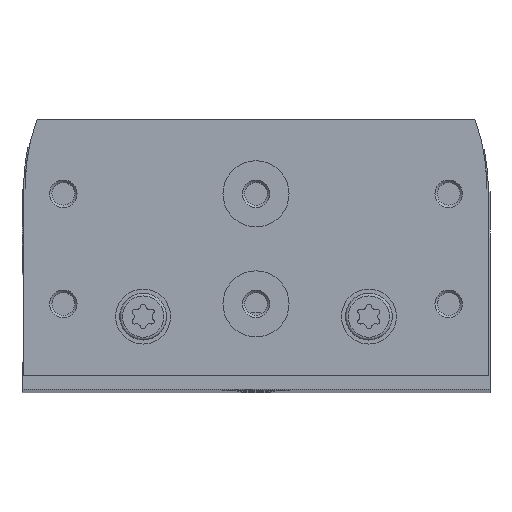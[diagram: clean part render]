
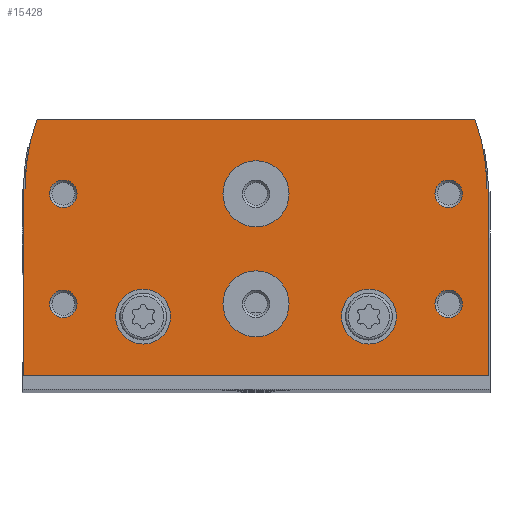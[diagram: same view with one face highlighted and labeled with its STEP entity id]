
A CAD part, top view. The second image highlights one B-rep face of the part: STEP entity #15428.
In plain terms, the highlighted planar face has unit normal (0, 0, 1).
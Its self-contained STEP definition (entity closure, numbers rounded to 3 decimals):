
#559=LINE('',#24171,#1435);
#564=LINE('',#24181,#1440);
#571=LINE('',#24198,#1447);
#577=LINE('',#24210,#1453);
#585=LINE('',#24231,#1461);
#586=LINE('',#24295,#1462);
#1435=VECTOR('',#19540,1000.);
#1440=VECTOR('',#19547,1000.);
#1447=VECTOR('',#19562,1000.);
#1453=VECTOR('',#19572,1000.);
#1461=VECTOR('',#19594,1000.);
#1462=VECTOR('',#19659,1000.);
#2029=PLANE('',#16670);
#3664=ORIENTED_EDGE('',*,*,#6812,.F.);
#3665=ORIENTED_EDGE('',*,*,#6813,.F.);
#3666=ORIENTED_EDGE('',*,*,#6814,.T.);
#3667=ORIENTED_EDGE('',*,*,#6815,.T.);
#3668=ORIENTED_EDGE('',*,*,#6816,.T.);
#3669=ORIENTED_EDGE('',*,*,#6817,.T.);
#3670=ORIENTED_EDGE('',*,*,#6818,.T.);
#3671=ORIENTED_EDGE('',*,*,#6819,.T.);
#3672=ORIENTED_EDGE('',*,*,#6767,.T.);
#3673=ORIENTED_EDGE('',*,*,#6761,.T.);
#3674=ORIENTED_EDGE('',*,*,#6779,.T.);
#3675=ORIENTED_EDGE('',*,*,#6747,.T.);
#3676=ORIENTED_EDGE('',*,*,#6752,.T.);
#3677=ORIENTED_EDGE('',*,*,#6756,.T.);
#3678=ORIENTED_EDGE('',*,*,#6811,.T.);
#3679=ORIENTED_EDGE('',*,*,#6773,.T.);
#6747=EDGE_CURVE('',#8462,#8461,#559,.T.);
#6752=EDGE_CURVE('',#8461,#8465,#564,.T.);
#6756=EDGE_CURVE('',#8465,#8467,#9580,.T.);
#6761=EDGE_CURVE('',#8469,#8471,#571,.T.);
#6767=EDGE_CURVE('',#8475,#8469,#577,.T.);
#6773=EDGE_CURVE('',#8480,#8475,#9582,.T.);
#6779=EDGE_CURVE('',#8471,#8462,#585,.T.);
#6811=EDGE_CURVE('',#8467,#8480,#586,.T.);
#6812=EDGE_CURVE('',#8513,#8513,#9616,.T.);
#6813=EDGE_CURVE('',#8514,#8514,#9617,.T.);
#6814=EDGE_CURVE('',#8515,#8515,#9618,.T.);
#6815=EDGE_CURVE('',#8516,#8516,#9619,.T.);
#6816=EDGE_CURVE('',#8517,#8517,#9620,.T.);
#6817=EDGE_CURVE('',#8518,#8518,#9621,.T.);
#6818=EDGE_CURVE('',#8519,#8519,#9622,.T.);
#6819=EDGE_CURVE('',#8520,#8520,#9623,.T.);
#8461=VERTEX_POINT('',#24170);
#8462=VERTEX_POINT('',#24172);
#8465=VERTEX_POINT('',#24180);
#8467=VERTEX_POINT('',#24187);
#8469=VERTEX_POINT('',#24192);
#8471=VERTEX_POINT('',#24197);
#8475=VERTEX_POINT('',#24208);
#8480=VERTEX_POINT('',#24223);
#8513=VERTEX_POINT('',#24298);
#8514=VERTEX_POINT('',#24300);
#8515=VERTEX_POINT('',#24302);
#8516=VERTEX_POINT('',#24304);
#8517=VERTEX_POINT('',#24306);
#8518=VERTEX_POINT('',#24308);
#8519=VERTEX_POINT('',#24310);
#8520=VERTEX_POINT('',#24312);
#9580=CIRCLE('',#16627,37.);
#9582=CIRCLE('',#16634,37.);
#9616=CIRCLE('',#16671,5.);
#9617=CIRCLE('',#16672,5.);
#9618=CIRCLE('',#16673,6.);
#9619=CIRCLE('',#16674,6.);
#9620=CIRCLE('',#16675,2.5);
#9621=CIRCLE('',#16676,2.5);
#9622=CIRCLE('',#16677,2.5);
#9623=CIRCLE('',#16678,2.5);
#10715=EDGE_LOOP('',(#3664));
#10716=EDGE_LOOP('',(#3665));
#10717=EDGE_LOOP('',(#3666));
#10718=EDGE_LOOP('',(#3667));
#10719=EDGE_LOOP('',(#3668));
#10720=EDGE_LOOP('',(#3669));
#10721=EDGE_LOOP('',(#3670));
#10722=EDGE_LOOP('',(#3671));
#10723=EDGE_LOOP('',(#3672,#3673,#3674,#3675,#3676,#3677,#3678,#3679));
#11947=FACE_BOUND('',#10715,.T.);
#11948=FACE_BOUND('',#10716,.T.);
#11949=FACE_BOUND('',#10717,.T.);
#11950=FACE_BOUND('',#10718,.T.);
#11951=FACE_BOUND('',#10719,.T.);
#11952=FACE_BOUND('',#10720,.T.);
#11953=FACE_BOUND('',#10721,.T.);
#11954=FACE_BOUND('',#10722,.T.);
#11955=FACE_BOUND('',#10723,.T.);
#15428=ADVANCED_FACE('',(#11947,#11948,#11949,#11950,#11951,#11952,#11953,
#11954,#11955),#2029,.T.);
#16627=AXIS2_PLACEMENT_3D('',#24188,#19554,#19555);
#16634=AXIS2_PLACEMENT_3D('',#24222,#19583,#19584);
#16670=AXIS2_PLACEMENT_3D('',#24296,#19660,#19661);
#16671=AXIS2_PLACEMENT_3D('',#24297,#19662,#19663);
#16672=AXIS2_PLACEMENT_3D('',#24299,#19664,#19665);
#16673=AXIS2_PLACEMENT_3D('',#24301,#19666,#19667);
#16674=AXIS2_PLACEMENT_3D('',#24303,#19668,#19669);
#16675=AXIS2_PLACEMENT_3D('',#24305,#19670,#19671);
#16676=AXIS2_PLACEMENT_3D('',#24307,#19672,#19673);
#16677=AXIS2_PLACEMENT_3D('',#24309,#19674,#19675);
#16678=AXIS2_PLACEMENT_3D('',#24311,#19676,#19677);
#19540=DIRECTION('',(0.,1.,0.));
#19547=DIRECTION('',(-0.866,0.5,0.));
#19554=DIRECTION('',(0.,0.,1.));
#19555=DIRECTION('',(1.,0.,0.));
#19562=DIRECTION('',(0.,-1.,0.));
#19572=DIRECTION('',(-0.866,-0.5,0.));
#19583=DIRECTION('',(0.,0.,1.));
#19584=DIRECTION('',(1.,0.,0.));
#19594=DIRECTION('',(1.,0.,0.));
#19659=DIRECTION('',(-1.,0.,0.));
#19660=DIRECTION('',(0.,0.,1.));
#19661=DIRECTION('',(1.,0.,0.));
#19662=DIRECTION('',(0.,0.,1.));
#19663=DIRECTION('',(1.,0.,0.));
#19664=DIRECTION('',(0.,0.,1.));
#19665=DIRECTION('',(1.,0.,0.));
#19666=DIRECTION('',(0.,0.,-1.));
#19667=DIRECTION('',(-1.,0.,0.));
#19668=DIRECTION('',(0.,0.,-1.));
#19669=DIRECTION('',(-1.,0.,0.));
#19670=DIRECTION('',(0.,0.,-1.));
#19671=DIRECTION('',(-1.,0.,0.));
#19672=DIRECTION('',(0.,0.,-1.));
#19673=DIRECTION('',(-1.,0.,0.));
#19674=DIRECTION('',(0.,0.,-1.));
#19675=DIRECTION('',(-1.,0.,0.));
#19676=DIRECTION('',(0.,0.,-1.));
#19677=DIRECTION('',(-1.,0.,0.));
#24170=CARTESIAN_POINT('',(42.25,33.827,0.));
#24171=CARTESIAN_POINT('',(42.25,0.,0.));
#24172=CARTESIAN_POINT('',(42.25,0.,0.));
#24180=CARTESIAN_POINT('',(41.95,34.,0.));
#24181=CARTESIAN_POINT('',(42.25,33.827,0.));
#24187=CARTESIAN_POINT('',(39.775,46.5,0.));
#24188=CARTESIAN_POINT('',(4.95,34.,0.));
#24192=CARTESIAN_POINT('',(-42.25,33.827,0.));
#24197=CARTESIAN_POINT('',(-42.25,0.,0.));
#24198=CARTESIAN_POINT('',(-42.25,33.827,0.));
#24208=CARTESIAN_POINT('',(-41.95,34.,0.));
#24210=CARTESIAN_POINT('',(-41.95,34.,0.));
#24222=CARTESIAN_POINT('',(-4.95,34.,0.));
#24223=CARTESIAN_POINT('',(-39.775,46.5,0.));
#24231=CARTESIAN_POINT('',(-42.25,0.,0.));
#24295=CARTESIAN_POINT('',(39.775,46.5,0.));
#24296=CARTESIAN_POINT('',(4.95,34.,0.));
#24297=CARTESIAN_POINT('',(-20.5,10.7,0.));
#24298=CARTESIAN_POINT('',(-15.5,10.7,0.));
#24299=CARTESIAN_POINT('',(20.5,10.7,0.));
#24300=CARTESIAN_POINT('',(25.5,10.7,0.));
#24301=CARTESIAN_POINT('',(0.,13.,0.));
#24302=CARTESIAN_POINT('',(-6.,13.,0.));
#24303=CARTESIAN_POINT('',(0.,33.,0.));
#24304=CARTESIAN_POINT('',(-6.,33.,0.));
#24305=CARTESIAN_POINT('',(35.,13.,0.));
#24306=CARTESIAN_POINT('',(32.5,13.,0.));
#24307=CARTESIAN_POINT('',(-35.,13.,0.));
#24308=CARTESIAN_POINT('',(-37.5,13.,0.));
#24309=CARTESIAN_POINT('',(-35.,33.,0.));
#24310=CARTESIAN_POINT('',(-37.5,33.,0.));
#24311=CARTESIAN_POINT('',(35.,33.,0.));
#24312=CARTESIAN_POINT('',(32.5,33.,0.));
